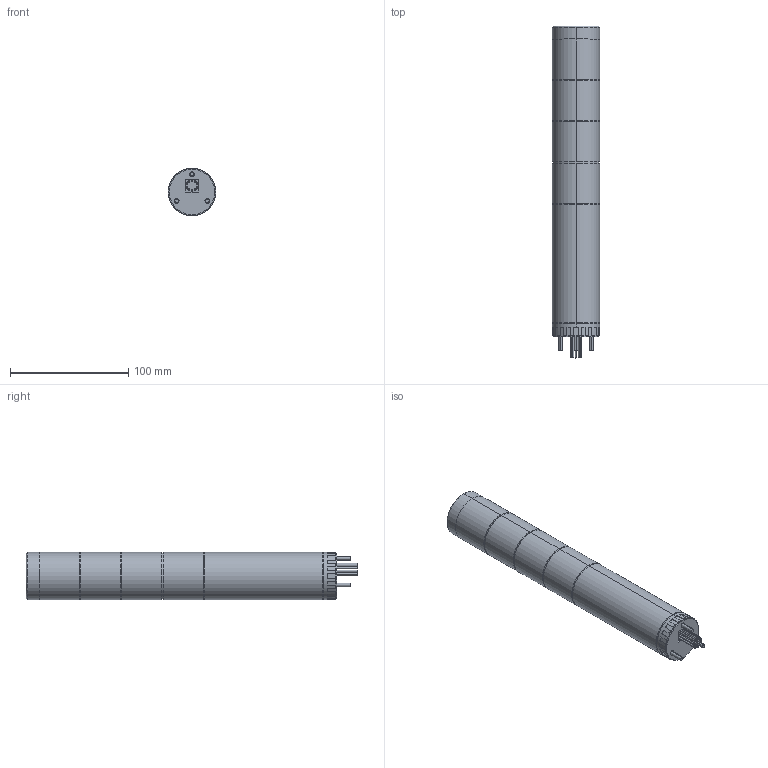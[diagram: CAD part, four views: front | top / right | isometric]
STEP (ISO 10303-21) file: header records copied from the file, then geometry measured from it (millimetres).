
FILE_DESCRIPTION (( 'STEP AP214' ), '1' );
FILE_NAME ('LCE-402FBW-RYGB.step', '2016-10-25T14:44:25', ( '' ), ( '' ), 'SwSTEP 2.0', 'SolidWorks 2016', '' );
FILE_SCHEMA (( 'AUTOMOTIVE_DESIGN' ));
Length unit declared in the file: millimetre
Products named in the file (1): LCE-402FBW-RYGB
Bounding box: 40 x 281 x 40 mm (x, y, z)
Volume: 329052.4 mm3; surface area: 67086.7 mm2
Topology: 27 solids, 27 shells, 226 faces, 506 edges, 336 vertices
Faces by surface type: plane 160, cylinder 62, cone 2, torus 2
Entity records: 6600 total; most frequent: DIRECTION 1130, CARTESIAN_POINT 1069, ORIENTED_EDGE 1012, EDGE_CURVE 506, AXIS2_PLACEMENT_3D 397, VERTEX_POINT 336, VECTOR 336, LINE 336
